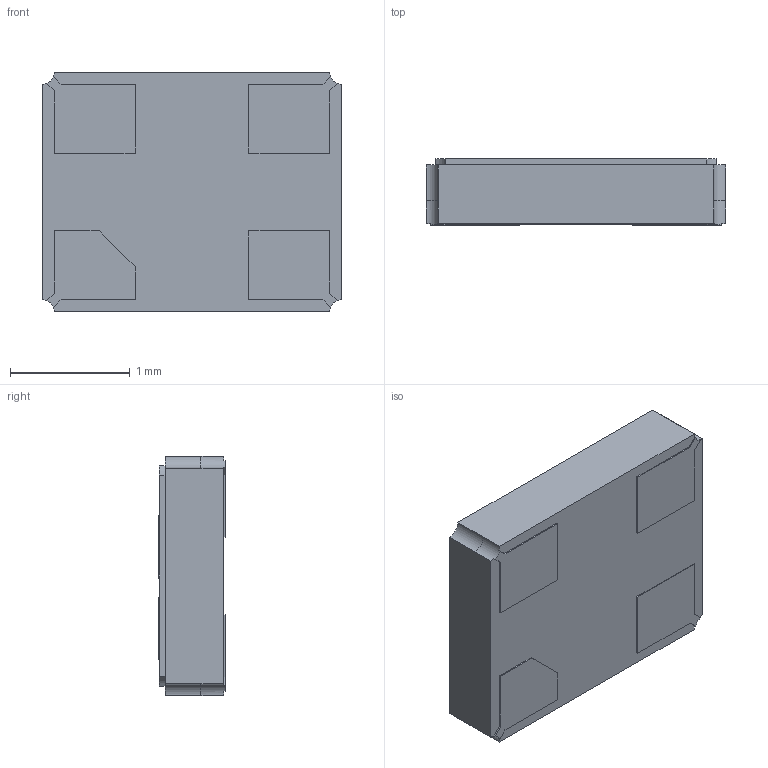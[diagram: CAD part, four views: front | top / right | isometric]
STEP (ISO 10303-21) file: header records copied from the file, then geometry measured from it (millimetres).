
FILE_DESCRIPTION(/* description */ (''),/* implementation_level */ '2;1');
FILE_NAME(/* name */ 'crystal_2520.stp',/* time_stamp */ '2014-11-19T15:56:28+01:00',/* author */ ('emifre'),/* organization */ (''),/* preprocessor_version */ 'ST-DEVELOPER v15.6',/* originating_system */ 'Autodesk Inventor 2015',/* authorisation */ '');
FILE_SCHEMA (('AUTOMOTIVE_DESIGN { 1 0 10303 214 3 1 1 }'));
Length unit declared in the file: millimetre
Products named in the file (1): User Library-CRY_2520
Bounding box: 2.5 x 0.55 x 2 mm (x, y, z)
Volume: 2.7 mm3; surface area: 14.8 mm2
Topology: 1 solids, 1 shells, 145 faces, 399 edges, 266 vertices
Faces by surface type: plane 76, bspline 57, cylinder 12
Entity records: 8025 total; most frequent: CARTESIAN_POINT 4516, ORIENTED_EDGE 798, DIRECTION 491, EDGE_CURVE 399, VERTEX_POINT 266, LINE 257, VECTOR 257, EDGE_LOOP 155
